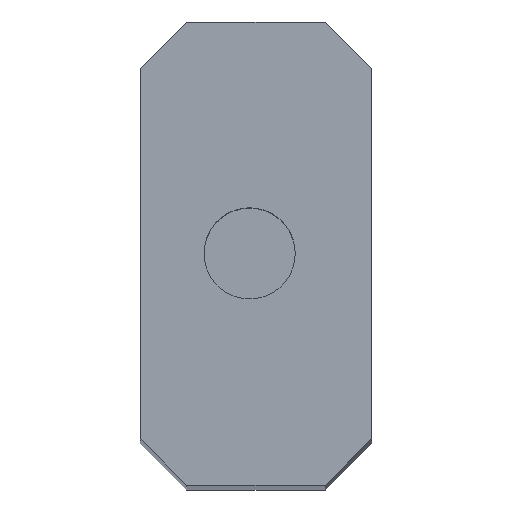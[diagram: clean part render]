
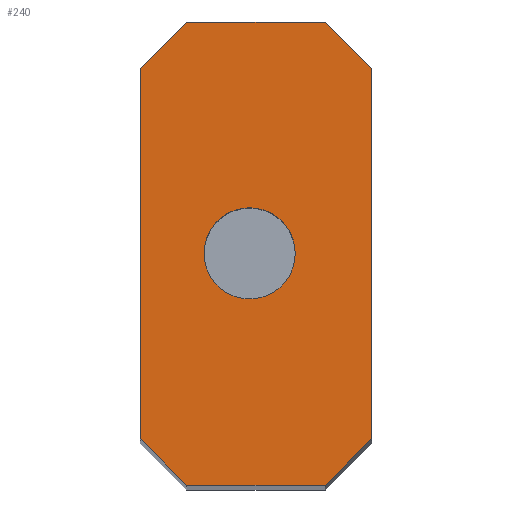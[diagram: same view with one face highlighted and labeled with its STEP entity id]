
A CAD part, top view. The second image highlights one B-rep face of the part: STEP entity #240.
In plain terms, the highlighted planar face has unit normal (0, 0, 1).
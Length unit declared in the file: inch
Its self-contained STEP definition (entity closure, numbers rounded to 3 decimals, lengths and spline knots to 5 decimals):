
#16=FACE_BOUND('',#58,.T.);
#28=PLANE('',#278);
#42=FACE_OUTER_BOUND('',#57,.T.);
#57=EDGE_LOOP('',(#216,#217,#218,#219,#220,#221,#222,#223));
#58=EDGE_LOOP('',(#224));
#61=LINE('',#361,#87);
#67=LINE('',#372,#93);
#74=LINE('',#387,#100);
#77=LINE('',#392,#103);
#78=LINE('',#396,#104);
#81=LINE('',#400,#107);
#82=LINE('',#403,#108);
#84=LINE('',#406,#110);
#87=VECTOR('',#301,0.3937);
#93=VECTOR('',#309,0.3937);
#100=VECTOR('',#320,0.3937);
#103=VECTOR('',#325,0.3937);
#104=VECTOR('',#328,0.3937);
#107=VECTOR('',#333,0.3937);
#108=VECTOR('',#336,0.3937);
#110=VECTOR('',#340,0.3937);
#113=CIRCLE('',#266,0.04921);
#117=VERTEX_POINT('',#352);
#119=VERTEX_POINT('',#359);
#120=VERTEX_POINT('',#360);
#124=VERTEX_POINT('',#370);
#130=VERTEX_POINT('',#386);
#131=VERTEX_POINT('',#390);
#132=VERTEX_POINT('',#394);
#133=VERTEX_POINT('',#395);
#134=VERTEX_POINT('',#402);
#138=EDGE_CURVE('',#117,#117,#113,.T.);
#141=EDGE_CURVE('',#119,#120,#61,.T.);
#147=EDGE_CURVE('',#119,#124,#67,.T.);
#154=EDGE_CURVE('',#130,#124,#74,.T.);
#157=EDGE_CURVE('',#130,#131,#77,.T.);
#158=EDGE_CURVE('',#132,#133,#78,.T.);
#161=EDGE_CURVE('',#132,#120,#81,.T.);
#162=EDGE_CURVE('',#134,#131,#82,.T.);
#164=EDGE_CURVE('',#134,#133,#84,.T.);
#216=ORIENTED_EDGE('',*,*,#141,.F.);
#217=ORIENTED_EDGE('',*,*,#147,.T.);
#218=ORIENTED_EDGE('',*,*,#154,.F.);
#219=ORIENTED_EDGE('',*,*,#157,.T.);
#220=ORIENTED_EDGE('',*,*,#162,.F.);
#221=ORIENTED_EDGE('',*,*,#164,.T.);
#222=ORIENTED_EDGE('',*,*,#158,.F.);
#223=ORIENTED_EDGE('',*,*,#161,.T.);
#224=ORIENTED_EDGE('',*,*,#138,.T.);
#240=ADVANCED_FACE('',(#42,#16),#28,.T.);
#266=AXIS2_PLACEMENT_3D('',#353,#292,#293);
#278=AXIS2_PLACEMENT_3D('',#407,#341,#342);
#292=DIRECTION('center_axis',(0.,0.,-1.));
#293=DIRECTION('ref_axis',(1.,0.,0.));
#301=DIRECTION('',(-0.707,0.707,0.));
#309=DIRECTION('',(1.,0.,0.));
#320=DIRECTION('',(-0.707,-0.707,0.));
#325=DIRECTION('',(0.,1.,0.));
#328=DIRECTION('',(0.707,0.707,0.));
#333=DIRECTION('',(0.,-1.,0.));
#336=DIRECTION('',(0.707,-0.707,0.));
#340=DIRECTION('',(-1.,0.,0.));
#341=DIRECTION('center_axis',(0.,0.,1.));
#342=DIRECTION('ref_axis',(1.,0.,0.));
#352=CARTESIAN_POINT('',(-1.60433,1.55606,3.));
#353=CARTESIAN_POINT('Origin',(-1.55512,1.55606,3.));
#359=CARTESIAN_POINT('',(-1.62323,1.30586,3.));
#360=CARTESIAN_POINT('',(-1.67323,1.35586,3.));
#361=CARTESIAN_POINT('',(-1.67948,1.36211,3.));
#370=CARTESIAN_POINT('',(-1.47323,1.30586,3.));
#372=CARTESIAN_POINT('',(-1.67323,1.30586,3.));
#386=CARTESIAN_POINT('',(-1.42323,1.35586,3.));
#387=CARTESIAN_POINT('',(-1.41698,1.36211,3.));
#390=CARTESIAN_POINT('',(-1.42323,1.75586,3.));
#392=CARTESIAN_POINT('',(-1.42323,1.30586,3.));
#394=CARTESIAN_POINT('',(-1.67323,1.75586,3.));
#395=CARTESIAN_POINT('',(-1.62323,1.80586,3.));
#396=CARTESIAN_POINT('',(-1.67948,1.74961,3.));
#400=CARTESIAN_POINT('',(-1.67323,1.80586,3.));
#402=CARTESIAN_POINT('',(-1.47323,1.80586,3.));
#403=CARTESIAN_POINT('',(-1.41698,1.74961,3.));
#406=CARTESIAN_POINT('',(-1.42323,1.80586,3.));
#407=CARTESIAN_POINT('Origin',(-1.54823,1.55586,3.));
